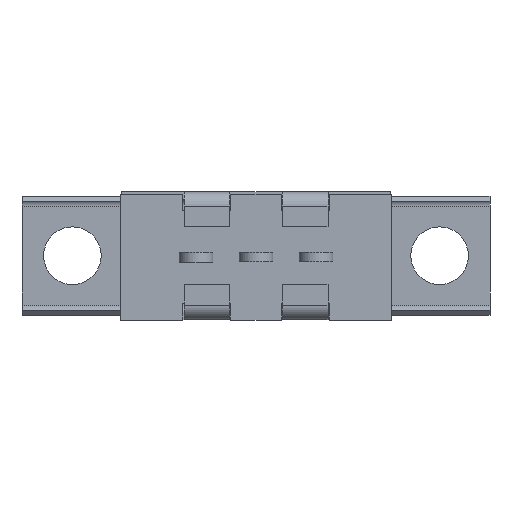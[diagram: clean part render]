
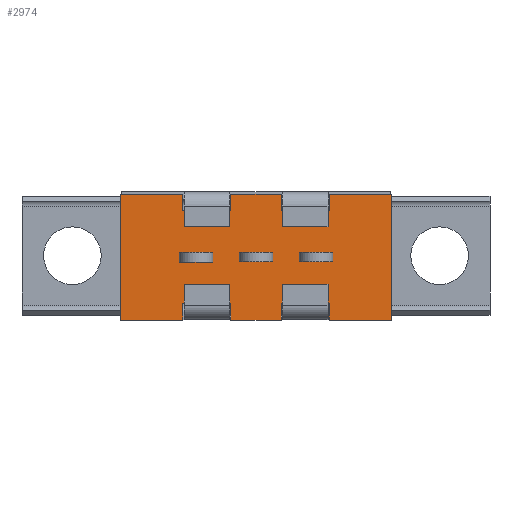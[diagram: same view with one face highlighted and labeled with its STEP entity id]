
A CAD part, front view. The second image highlights one B-rep face of the part: STEP entity #2974.
In plain terms, the highlighted planar face has unit normal (0, -1, 0).
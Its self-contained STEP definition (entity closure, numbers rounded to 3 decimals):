
#162=FACE_OUTER_BOUND('',#329,.T.);
#329=EDGE_LOOP('',(#2050,#2051,#2052,#2053,#2054,#2055,#2056,#2057,#2058,
#2059,#2060,#2061,#2062,#2063,#2064,#2065,#2066,#2067,#2068,#2069));
#484=LINE('',#4166,#870);
#488=LINE('',#4174,#874);
#491=LINE('',#4180,#877);
#494=LINE('',#4186,#880);
#497=LINE('',#4192,#883);
#500=LINE('',#4198,#886);
#503=LINE('',#4204,#889);
#506=LINE('',#4210,#892);
#509=LINE('',#4216,#895);
#512=LINE('',#4222,#898);
#515=LINE('',#4228,#901);
#518=LINE('',#4234,#904);
#521=LINE('',#4240,#907);
#524=LINE('',#4246,#910);
#527=LINE('',#4252,#913);
#530=LINE('',#4258,#916);
#533=LINE('',#4264,#919);
#536=LINE('',#4270,#922);
#539=LINE('',#4276,#925);
#542=LINE('',#4281,#928);
#870=VECTOR('',#3347,10.);
#874=VECTOR('',#3353,10.);
#877=VECTOR('',#3358,10.);
#880=VECTOR('',#3363,10.);
#883=VECTOR('',#3368,10.);
#886=VECTOR('',#3373,10.);
#889=VECTOR('',#3378,10.);
#892=VECTOR('',#3383,10.);
#895=VECTOR('',#3388,10.);
#898=VECTOR('',#3393,10.);
#901=VECTOR('',#3398,10.);
#904=VECTOR('',#3403,10.);
#907=VECTOR('',#3408,10.);
#910=VECTOR('',#3413,10.);
#913=VECTOR('',#3418,10.);
#916=VECTOR('',#3423,10.);
#919=VECTOR('',#3428,10.);
#922=VECTOR('',#3433,10.);
#925=VECTOR('',#3438,10.);
#928=VECTOR('',#3443,10.);
#1256=VERTEX_POINT('',#4164);
#1257=VERTEX_POINT('',#4165);
#1260=VERTEX_POINT('',#4173);
#1262=VERTEX_POINT('',#4179);
#1264=VERTEX_POINT('',#4185);
#1266=VERTEX_POINT('',#4191);
#1268=VERTEX_POINT('',#4197);
#1270=VERTEX_POINT('',#4203);
#1272=VERTEX_POINT('',#4209);
#1274=VERTEX_POINT('',#4215);
#1276=VERTEX_POINT('',#4221);
#1278=VERTEX_POINT('',#4227);
#1280=VERTEX_POINT('',#4233);
#1282=VERTEX_POINT('',#4239);
#1284=VERTEX_POINT('',#4245);
#1286=VERTEX_POINT('',#4251);
#1288=VERTEX_POINT('',#4257);
#1290=VERTEX_POINT('',#4263);
#1292=VERTEX_POINT('',#4269);
#1294=VERTEX_POINT('',#4275);
#1524=EDGE_CURVE('',#1256,#1257,#484,.T.);
#1528=EDGE_CURVE('',#1257,#1260,#488,.T.);
#1531=EDGE_CURVE('',#1260,#1262,#491,.T.);
#1534=EDGE_CURVE('',#1262,#1264,#494,.T.);
#1537=EDGE_CURVE('',#1264,#1266,#497,.T.);
#1540=EDGE_CURVE('',#1266,#1268,#500,.T.);
#1543=EDGE_CURVE('',#1268,#1270,#503,.T.);
#1546=EDGE_CURVE('',#1270,#1272,#506,.T.);
#1549=EDGE_CURVE('',#1272,#1274,#509,.T.);
#1552=EDGE_CURVE('',#1274,#1276,#512,.T.);
#1555=EDGE_CURVE('',#1276,#1278,#515,.T.);
#1558=EDGE_CURVE('',#1278,#1280,#518,.T.);
#1561=EDGE_CURVE('',#1280,#1282,#521,.T.);
#1564=EDGE_CURVE('',#1282,#1284,#524,.T.);
#1567=EDGE_CURVE('',#1284,#1286,#527,.T.);
#1570=EDGE_CURVE('',#1286,#1288,#530,.T.);
#1573=EDGE_CURVE('',#1288,#1290,#533,.T.);
#1576=EDGE_CURVE('',#1290,#1292,#536,.T.);
#1579=EDGE_CURVE('',#1292,#1294,#539,.T.);
#1582=EDGE_CURVE('',#1294,#1256,#542,.T.);
#2050=ORIENTED_EDGE('',*,*,#1582,.T.);
#2051=ORIENTED_EDGE('',*,*,#1524,.T.);
#2052=ORIENTED_EDGE('',*,*,#1528,.T.);
#2053=ORIENTED_EDGE('',*,*,#1531,.T.);
#2054=ORIENTED_EDGE('',*,*,#1534,.T.);
#2055=ORIENTED_EDGE('',*,*,#1537,.T.);
#2056=ORIENTED_EDGE('',*,*,#1540,.T.);
#2057=ORIENTED_EDGE('',*,*,#1543,.T.);
#2058=ORIENTED_EDGE('',*,*,#1546,.T.);
#2059=ORIENTED_EDGE('',*,*,#1549,.T.);
#2060=ORIENTED_EDGE('',*,*,#1552,.T.);
#2061=ORIENTED_EDGE('',*,*,#1555,.T.);
#2062=ORIENTED_EDGE('',*,*,#1558,.T.);
#2063=ORIENTED_EDGE('',*,*,#1561,.T.);
#2064=ORIENTED_EDGE('',*,*,#1564,.T.);
#2065=ORIENTED_EDGE('',*,*,#1567,.T.);
#2066=ORIENTED_EDGE('',*,*,#1570,.T.);
#2067=ORIENTED_EDGE('',*,*,#1573,.T.);
#2068=ORIENTED_EDGE('',*,*,#1576,.T.);
#2069=ORIENTED_EDGE('',*,*,#1579,.T.);
#2823=PLANE('',#3147);
#2974=ADVANCED_FACE('',(#162),#2823,.F.);
#3147=AXIS2_PLACEMENT_3D('',#4284,#3447,#3448);
#3347=DIRECTION('',(0.,0.,-1.));
#3353=DIRECTION('',(1.,0.,0.));
#3358=DIRECTION('',(0.,0.,1.));
#3363=DIRECTION('',(-1.,0.,0.));
#3368=DIRECTION('',(0.,0.,-1.));
#3373=DIRECTION('',(-1.,0.,0.));
#3378=DIRECTION('',(0.,0.,1.));
#3383=DIRECTION('',(-1.,0.,0.));
#3388=DIRECTION('',(0.,0.,-1.));
#3393=DIRECTION('',(-1.,0.,0.));
#3398=DIRECTION('',(0.,0.,1.));
#3403=DIRECTION('',(-1.,0.,0.));
#3408=DIRECTION('',(0.,0.,-1.));
#3413=DIRECTION('',(1.,0.,0.));
#3418=DIRECTION('',(0.,0.,1.));
#3423=DIRECTION('',(1.,0.,0.));
#3428=DIRECTION('',(0.,0.,-1.));
#3433=DIRECTION('',(1.,0.,0.));
#3438=DIRECTION('',(0.,0.,1.));
#3443=DIRECTION('',(1.,0.,0.));
#3447=DIRECTION('center_axis',(0.,1.,0.));
#3448=DIRECTION('ref_axis',(1.,0.,0.));
#4164=CARTESIAN_POINT('',(3.05,0.,-1.925));
#4165=CARTESIAN_POINT('',(3.05,0.,-2.625));
#4166=CARTESIAN_POINT('',(3.05,0.,-1.925));
#4173=CARTESIAN_POINT('',(5.65,0.,-2.625));
#4174=CARTESIAN_POINT('',(-5.65,0.,-2.625));
#4179=CARTESIAN_POINT('',(5.65,0.,2.625));
#4180=CARTESIAN_POINT('',(5.65,0.,-2.625));
#4185=CARTESIAN_POINT('',(3.05,0.,2.625));
#4186=CARTESIAN_POINT('',(5.65,0.,2.625));
#4191=CARTESIAN_POINT('',(3.05,0.,1.925));
#4192=CARTESIAN_POINT('',(3.05,0.,2.625));
#4197=CARTESIAN_POINT('',(1.05,0.,1.925));
#4198=CARTESIAN_POINT('',(3.05,0.,1.925));
#4203=CARTESIAN_POINT('',(1.05,0.,2.625));
#4204=CARTESIAN_POINT('',(1.05,0.,1.925));
#4209=CARTESIAN_POINT('',(-1.05,0.,2.625));
#4210=CARTESIAN_POINT('',(5.65,0.,2.625));
#4215=CARTESIAN_POINT('',(-1.05,0.,1.925));
#4216=CARTESIAN_POINT('',(-1.05,0.,2.625));
#4221=CARTESIAN_POINT('',(-3.05,0.,1.925));
#4222=CARTESIAN_POINT('',(-1.05,0.,1.925));
#4227=CARTESIAN_POINT('',(-3.05,0.,2.625));
#4228=CARTESIAN_POINT('',(-3.05,0.,1.925));
#4233=CARTESIAN_POINT('',(-5.65,0.,2.625));
#4234=CARTESIAN_POINT('',(5.65,0.,2.625));
#4239=CARTESIAN_POINT('',(-5.65,0.,-2.625));
#4240=CARTESIAN_POINT('',(-5.65,0.,2.625));
#4245=CARTESIAN_POINT('',(-3.05,0.,-2.625));
#4246=CARTESIAN_POINT('',(-5.65,0.,-2.625));
#4251=CARTESIAN_POINT('',(-3.05,0.,-1.925));
#4252=CARTESIAN_POINT('',(-3.05,0.,-2.625));
#4257=CARTESIAN_POINT('',(-1.05,0.,-1.925));
#4258=CARTESIAN_POINT('',(-3.05,0.,-1.925));
#4263=CARTESIAN_POINT('',(-1.05,0.,-2.625));
#4264=CARTESIAN_POINT('',(-1.05,0.,-1.925));
#4269=CARTESIAN_POINT('',(1.05,0.,-2.625));
#4270=CARTESIAN_POINT('',(-5.65,0.,-2.625));
#4275=CARTESIAN_POINT('',(1.05,0.,-1.925));
#4276=CARTESIAN_POINT('',(1.05,0.,-2.625));
#4281=CARTESIAN_POINT('',(1.05,0.,-1.925));
#4284=CARTESIAN_POINT('Origin',(0.,0.,0.));
